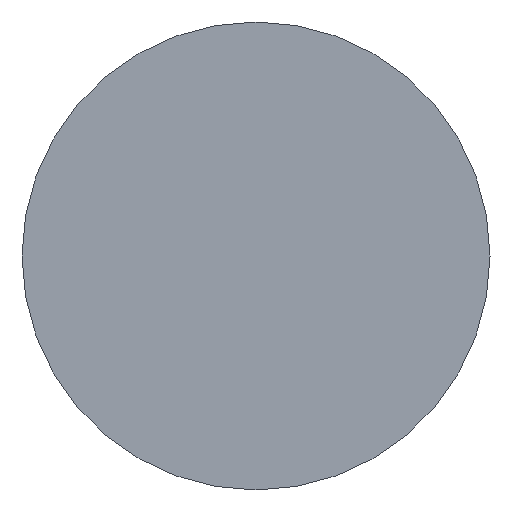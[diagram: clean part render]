
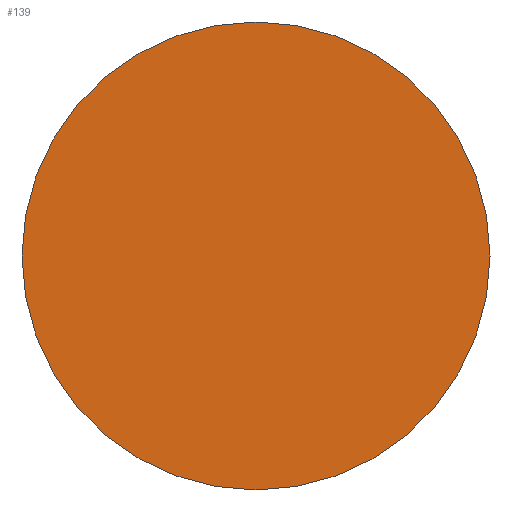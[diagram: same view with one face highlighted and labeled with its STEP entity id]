
A CAD part, front view. The second image highlights one B-rep face of the part: STEP entity #139.
In plain terms, the highlighted planar face has unit normal (0, -1, 0).
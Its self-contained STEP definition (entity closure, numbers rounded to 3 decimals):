
#16 = VERTEX_POINT ( 'NONE', #108 ) ;
#24 = DIRECTION ( 'NONE',  ( 0., 1., 0. ) ) ;
#28 = PLANE ( 'NONE',  #151 ) ;
#35 = DIRECTION ( 'NONE',  ( 0., 1., 0. ) ) ;
#37 = CARTESIAN_POINT ( 'NONE',  ( -13.68, -4.098, 47.798 ) ) ;
#41 = VERTEX_POINT ( 'NONE', #153 ) ;
#47 = EDGE_CURVE ( 'NONE', #41, #16, #94, .T. ) ;
#82 = DIRECTION ( 'NONE',  ( 0., 0., 1. ) ) ;
#94 = CIRCLE ( 'NONE', #175, 15. ) ;
#96 = DIRECTION ( 'NONE',  ( 0., 0., 1. ) ) ;
#98 = DIRECTION ( 'NONE',  ( 0., 0., 1. ) ) ;
#108 = CARTESIAN_POINT ( 'NONE',  ( -13.68, -4.098, 32.798 ) ) ;
#122 = AXIS2_PLACEMENT_3D ( 'NONE', #37, #24, #82 ) ;
#128 = EDGE_LOOP ( 'NONE', ( #165, #152 ) ) ;
#139 = ADVANCED_FACE ( 'NONE', ( #164 ), #28, .F. ) ;
#140 = CARTESIAN_POINT ( 'NONE',  ( -13.68, -4.098, 47.798 ) ) ;
#149 = EDGE_CURVE ( 'NONE', #16, #41, #157, .T. ) ;
#151 = AXIS2_PLACEMENT_3D ( 'NONE', #155, #35, #96 ) ;
#152 = ORIENTED_EDGE ( 'NONE', *, *, #149, .F. ) ;
#153 = CARTESIAN_POINT ( 'NONE',  ( -13.68, -4.098, 62.798 ) ) ;
#155 = CARTESIAN_POINT ( 'NONE',  ( -13.68, -4.098, 47.798 ) ) ;
#157 = CIRCLE ( 'NONE', #122, 15. ) ;
#164 = FACE_OUTER_BOUND ( 'NONE', #128, .T. ) ;
#165 = ORIENTED_EDGE ( 'NONE', *, *, #47, .F. ) ;
#166 = DIRECTION ( 'NONE',  ( 0., 1., 0. ) ) ;
#175 = AXIS2_PLACEMENT_3D ( 'NONE', #140, #166, #98 ) ;
